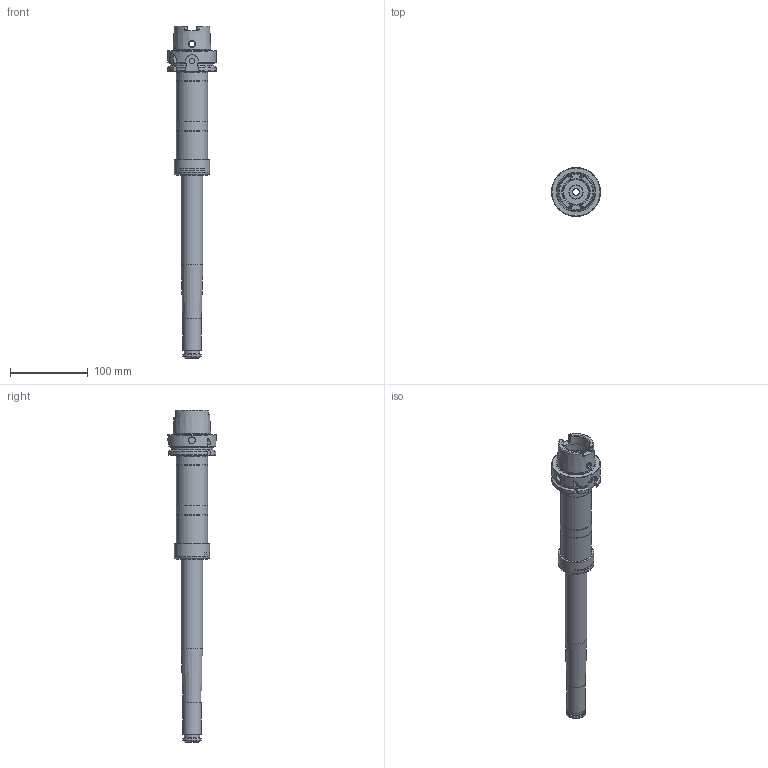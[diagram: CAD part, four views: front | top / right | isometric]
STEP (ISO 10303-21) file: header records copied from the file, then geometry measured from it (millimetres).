
FILE_DESCRIPTION(/* description */ (''),/* implementation_level */ '2;1');
FILE_NAME(/* name */ '886573230.stp',/* time_stamp */ '2023-03-15T12:20:55',/* author */ ('Ratnasingam Jekanthan'),/* organization */ ('REGO-FIX'),/* preprocessor_version */ ' Unknown',/* originating_system */ 'SIEMENS PLM Software Solid Edge ST10',/* authorization */ 'Unknown');
FILE_SCHEMA (('AUTOMOTIVE_DESIGN { 1 0 10303 214 2 1 1}'));
Length unit declared in the file: millimetre
Products named in the file (1): NOCUT
Bounding box: 63 x 63 x 427.5 mm (x, y, z)
Volume: 337986.7 mm3; surface area: 80747.5 mm2
Topology: 1 solids, 3 shells, 208 faces, 506 edges, 317 vertices
Faces by surface type: plane 62, cylinder 56, cone 54, torus 36
Full cylindrical faces by diameter (mm): 7.5 x3, 8.4 x1, 9 x2, 10 x2, 13 x1, 14 x1, 15 x1, 16.917 x1, 19.5 x1, 20 x1, 23.8 x1, 24 x2, 24.7 x1, 25 x1, 28 x1, 29 x1, 33 x1, 34 x3, 38.376 x1, 40 x3, 40.05 x1, 40.5 x2, 43.3 x1, 45.65 x1, 48.039 x1, 63 x1
Entity records: 7056 total; most frequent: CARTESIAN_POINT 1329, DIRECTION 894, ORIENTED_EDGE 740, AXIS2_PLACEMENT_3D 398, EDGE_CURVE 370, EDGE_LOOP 333, FACE_BOUND 333, VERTEX_POINT 283
